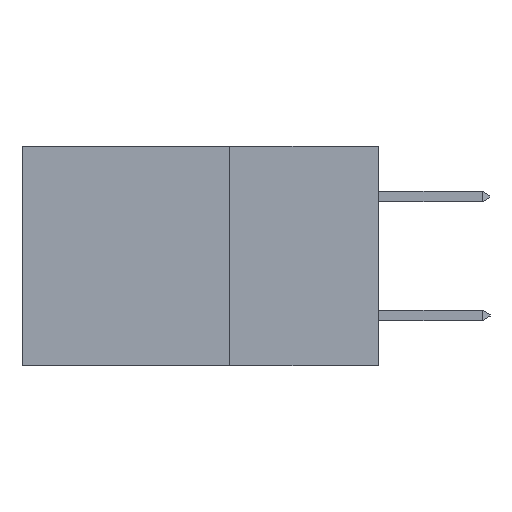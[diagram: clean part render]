
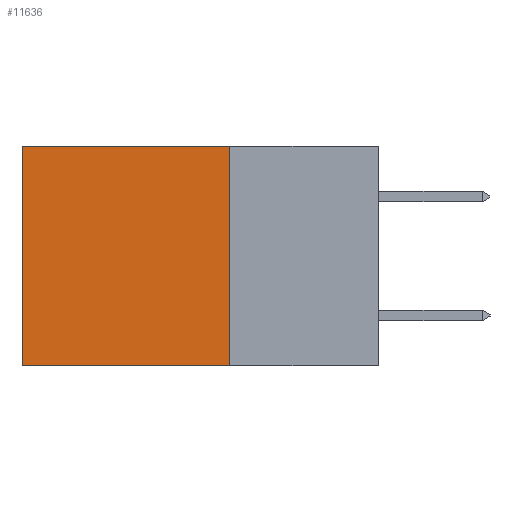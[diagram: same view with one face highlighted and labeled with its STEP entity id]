
A CAD part, left-side view. The second image highlights one B-rep face of the part: STEP entity #11636.
In plain terms, the highlighted planar face has unit normal (-1, 0, 0).
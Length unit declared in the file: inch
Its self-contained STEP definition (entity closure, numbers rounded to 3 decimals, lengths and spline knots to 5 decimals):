
#507 = VECTOR ( 'NONE', #7405, 39.37008 ) ;
#535 = EDGE_CURVE ( 'NONE', #7692, #4798, #3144, .T. ) ;
#581 = EDGE_CURVE ( 'NONE', #7692, #10253, #2835, .T. ) ;
#2216 = CARTESIAN_POINT ( 'NONE',  ( 0.2615, 0.25, -0.37 ) ) ;
#2254 = EDGE_CURVE ( 'NONE', #4798, #5351, #8311, .T. ) ;
#2666 = EDGE_CURVE ( 'NONE', #10253, #5351, #8299, .T. ) ;
#2767 = DIRECTION ( 'NONE',  ( 0., 1., 0. ) ) ;
#2835 = LINE ( 'NONE', #10482, #8492 ) ;
#3144 = LINE ( 'NONE', #11798, #507 ) ;
#3478 = ORIENTED_EDGE ( 'NONE', *, *, #535, .T. ) ;
#4135 = DIRECTION ( 'NONE',  ( 0., 0., -1. ) ) ;
#4334 = CARTESIAN_POINT ( 'NONE',  ( 0.2615, 0.6, -0.37 ) ) ;
#4479 = ORIENTED_EDGE ( 'NONE', *, *, #2254, .T. ) ;
#4736 = CARTESIAN_POINT ( 'NONE',  ( 0.2615, 0.25, -0.37 ) ) ;
#4798 = VERTEX_POINT ( 'NONE', #5647 ) ;
#4826 = CARTESIAN_POINT ( 'NONE',  ( 0.2615, 0.25, -0.37 ) ) ;
#4986 = AXIS2_PLACEMENT_3D ( 'NONE', #2216, #5173, #11737 ) ;
#5173 = DIRECTION ( 'NONE',  ( 1., 0., 0. ) ) ;
#5351 = VERTEX_POINT ( 'NONE', #12310 ) ;
#5647 = CARTESIAN_POINT ( 'NONE',  ( 0.2615, 0.6, 0. ) ) ;
#7405 = DIRECTION ( 'NONE',  ( 0., 1., 0. ) ) ;
#7412 = ORIENTED_EDGE ( 'NONE', *, *, #581, .F. ) ;
#7692 = VERTEX_POINT ( 'NONE', #8233 ) ;
#7960 = PLANE ( 'NONE',  #4986 ) ;
#8041 = EDGE_LOOP ( 'NONE', ( #4479, #11597, #7412, #3478 ) ) ;
#8233 = CARTESIAN_POINT ( 'NONE',  ( 0.2615, 0.25, 0. ) ) ;
#8299 = LINE ( 'NONE', #4736, #10827 ) ;
#8311 = LINE ( 'NONE', #4334, #8389 ) ;
#8389 = VECTOR ( 'NONE', #4135, 39.37008 ) ;
#8492 = VECTOR ( 'NONE', #11837, 39.37008 ) ;
#10253 = VERTEX_POINT ( 'NONE', #4826 ) ;
#10482 = CARTESIAN_POINT ( 'NONE',  ( 0.2615, 0.25, -0.37 ) ) ;
#10827 = VECTOR ( 'NONE', #2767, 39.37008 ) ;
#11430 = FACE_OUTER_BOUND ( 'NONE', #8041, .T. ) ;
#11597 = ORIENTED_EDGE ( 'NONE', *, *, #2666, .F. ) ;
#11636 = ADVANCED_FACE ( 'NONE', ( #11430 ), #7960, .F. ) ;
#11737 = DIRECTION ( 'NONE',  ( 0., 0., -1. ) ) ;
#11798 = CARTESIAN_POINT ( 'NONE',  ( 0.2615, 0.25, 0. ) ) ;
#11837 = DIRECTION ( 'NONE',  ( 0., 0., -1. ) ) ;
#12310 = CARTESIAN_POINT ( 'NONE',  ( 0.2615, 0.6, -0.37 ) ) ;
